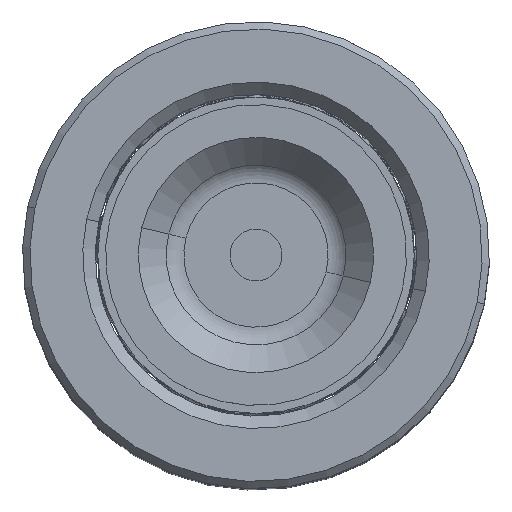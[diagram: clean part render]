
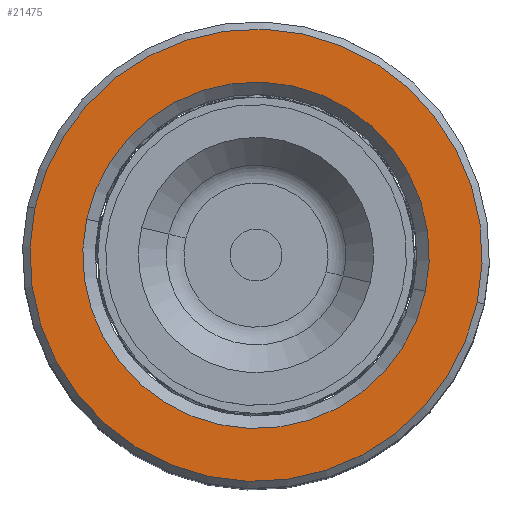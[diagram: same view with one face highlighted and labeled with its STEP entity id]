
A CAD part, top view. The second image highlights one B-rep face of the part: STEP entity #21475.
In plain terms, the highlighted planar face has unit normal (0, 0, 1).
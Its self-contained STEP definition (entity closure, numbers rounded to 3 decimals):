
#52 = ORIENTED_EDGE ( 'NONE', *, *, #28714, .T. ) ;
#2683 = CIRCLE ( 'NONE', #3009, 21.8 ) ;
#3009 = AXIS2_PLACEMENT_3D ( 'NONE', #12679, #6335, #6474 ) ;
#3962 = VERTEX_POINT ( 'NONE', #19605 ) ;
#4200 = DIRECTION ( 'NONE',  ( 1., 0., 0. ) ) ;
#5047 = EDGE_CURVE ( 'NONE', #9317, #10336, #11180, .T. ) ;
#5352 = AXIS2_PLACEMENT_3D ( 'NONE', #10925, #17421, #4200 ) ;
#6335 = DIRECTION ( 'NONE',  ( 0., 0., 1. ) ) ;
#6474 = DIRECTION ( 'NONE',  ( 1., 0., 0. ) ) ;
#6539 = EDGE_CURVE ( 'NONE', #3962, #41842, #2683, .T. ) ;
#7623 = AXIS2_PLACEMENT_3D ( 'NONE', #33027, #29858, #36483 ) ;
#8007 = ORIENTED_EDGE ( 'NONE', *, *, #11451, .T. ) ;
#9317 = VERTEX_POINT ( 'NONE', #15324 ) ;
#9549 = CIRCLE ( 'NONE', #32264, 21.8 ) ;
#9868 = CARTESIAN_POINT ( 'NONE',  ( 0., 0., 80. ) ) ;
#10336 = VERTEX_POINT ( 'NONE', #14923 ) ;
#10480 = AXIS2_PLACEMENT_3D ( 'NONE', #24502, #30857, #27675 ) ;
#10925 = CARTESIAN_POINT ( 'NONE',  ( 0., 0., 80. ) ) ;
#11180 = CIRCLE ( 'NONE', #7623, 16.7 ) ;
#11451 = EDGE_CURVE ( 'NONE', #10336, #9317, #12331, .T. ) ;
#12331 = CIRCLE ( 'NONE', #10480, 16.7 ) ;
#12679 = CARTESIAN_POINT ( 'NONE',  ( 0., 0., 80. ) ) ;
#14923 = CARTESIAN_POINT ( 'NONE',  ( -16.7, 0., 80. ) ) ;
#15133 = FACE_OUTER_BOUND ( 'NONE', #35789, .T. ) ;
#15324 = CARTESIAN_POINT ( 'NONE',  ( 16.7, 0., 80. ) ) ;
#16257 = ORIENTED_EDGE ( 'NONE', *, *, #6539, .T. ) ;
#17421 = DIRECTION ( 'NONE',  ( 0., 0., 1. ) ) ;
#19605 = CARTESIAN_POINT ( 'NONE',  ( 21.8, 0., 80. ) ) ;
#20898 = CARTESIAN_POINT ( 'NONE',  ( -21.8, 0., 80. ) ) ;
#21475 = ADVANCED_FACE ( 'NONE', ( #15133, #31156 ), #29688, .T. ) ;
#24502 = CARTESIAN_POINT ( 'NONE',  ( 0., 0., 80. ) ) ;
#27675 = DIRECTION ( 'NONE',  ( 1., 0., 0. ) ) ;
#28714 = EDGE_CURVE ( 'NONE', #41842, #3962, #9549, .T. ) ;
#29688 = PLANE ( 'NONE',  #5352 ) ;
#29747 = DIRECTION ( 'NONE',  ( 1., 0., 0. ) ) ;
#29858 = DIRECTION ( 'NONE',  ( 0., 0., -1. ) ) ;
#30857 = DIRECTION ( 'NONE',  ( 0., 0., -1. ) ) ;
#31156 = FACE_BOUND ( 'NONE', #41438, .T. ) ;
#32264 = AXIS2_PLACEMENT_3D ( 'NONE', #9868, #33213, #29747 ) ;
#33027 = CARTESIAN_POINT ( 'NONE',  ( 0., 0., 80. ) ) ;
#33213 = DIRECTION ( 'NONE',  ( 0., 0., 1. ) ) ;
#35789 = EDGE_LOOP ( 'NONE', ( #52, #16257 ) ) ;
#36070 = ORIENTED_EDGE ( 'NONE', *, *, #5047, .T. ) ;
#36483 = DIRECTION ( 'NONE',  ( 1., 0., 0. ) ) ;
#41438 = EDGE_LOOP ( 'NONE', ( #36070, #8007 ) ) ;
#41842 = VERTEX_POINT ( 'NONE', #20898 ) ;
